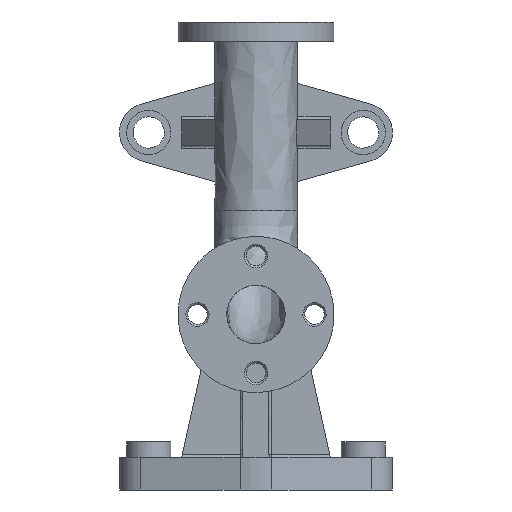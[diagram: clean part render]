
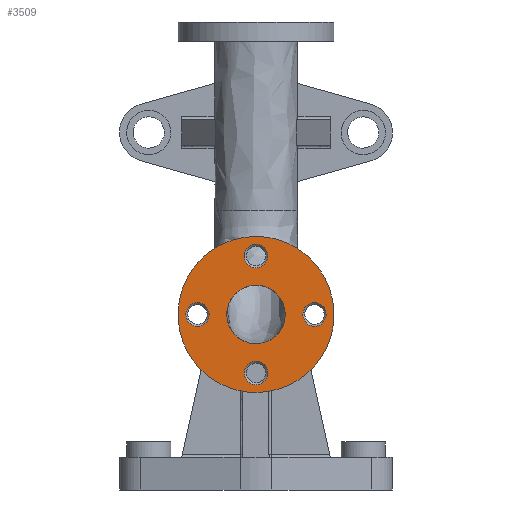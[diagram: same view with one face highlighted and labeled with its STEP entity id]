
A CAD part, front view. The second image highlights one B-rep face of the part: STEP entity #3509.
In plain terms, the highlighted free-form (B-spline) face has degree [1, 1] with [2, 2] control points.
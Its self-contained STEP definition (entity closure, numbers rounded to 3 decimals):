
#2788 = VERTEX_POINT('',#2789);
#2789 = CARTESIAN_POINT('',(63.514,-89.978,
    142.906));
#2796 = EDGE_CURVE('',#2788,#2788,#2797,.T.);
#2797 = ( BOUNDED_CURVE() B_SPLINE_CURVE(2,(#2798,#2799,#2800,#2801,
#2802,#2803,#2804),.UNSPECIFIED.,.T.,.F.) B_SPLINE_CURVE_WITH_KNOTS((1,2
    ,2,2,2,1),(-2.094,0.,2.094,4.189,
6.283,8.378),.UNSPECIFIED.) CURVE() 
GEOMETRIC_REPRESENTATION_ITEM() RATIONAL_B_SPLINE_CURVE((1.,0.5,1.,0.5,
1.,0.5,1.)) REPRESENTATION_ITEM('') );
#2798 = CARTESIAN_POINT('',(63.514,-89.978,
    142.906));
#2799 = CARTESIAN_POINT('',(63.514,-89.978,
    252.915));
#2800 = CARTESIAN_POINT('',(-31.757,-89.978,
    197.91));
#2801 = CARTESIAN_POINT('',(-127.027,-89.978,
    142.906));
#2802 = CARTESIAN_POINT('',(-31.757,-89.978,
    87.901));
#2803 = CARTESIAN_POINT('',(63.514,-89.978,
    32.897));
#2804 = CARTESIAN_POINT('',(63.514,-89.978,
    142.906));
#3509 = ADVANCED_FACE('',(#3510,#3513,#3527,#3541,#3555,#3569),#3583,.T.
  );
#3510 = FACE_BOUND('',#3511,.T.);
#3511 = EDGE_LOOP('',(#3512));
#3512 = ORIENTED_EDGE('',*,*,#2796,.T.);
#3513 = FACE_BOUND('',#3514,.T.);
#3514 = EDGE_LOOP('',(#3515));
#3515 = ORIENTED_EDGE('',*,*,#3516,.F.);
#3516 = EDGE_CURVE('',#3517,#3517,#3519,.T.);
#3517 = VERTEX_POINT('',#3518);
#3518 = CARTESIAN_POINT('',(-47.635,-89.978,
    152.433));
#3519 = ( BOUNDED_CURVE() B_SPLINE_CURVE(2,(#3520,#3521,#3522,#3523,
#3524,#3525,#3526),.UNSPECIFIED.,.T.,.F.) B_SPLINE_CURVE_WITH_KNOTS((1,2
    ,2,2,2,1),(-2.094,0.,2.094,4.189,
6.283,8.378),.UNSPECIFIED.) CURVE() 
GEOMETRIC_REPRESENTATION_ITEM() RATIONAL_B_SPLINE_CURVE((1.,0.5,1.,0.5,
1.,0.5,1.)) REPRESENTATION_ITEM('') );
#3520 = CARTESIAN_POINT('',(-47.635,-89.978,
    152.433));
#3521 = CARTESIAN_POINT('',(-64.137,-89.978,
    152.433));
#3522 = CARTESIAN_POINT('',(-55.886,-89.978,
    138.142));
#3523 = CARTESIAN_POINT('',(-47.635,-89.978,
    123.852));
#3524 = CARTESIAN_POINT('',(-39.385,-89.978,
    138.142));
#3525 = CARTESIAN_POINT('',(-31.134,-89.978,
    152.433));
#3526 = CARTESIAN_POINT('',(-47.635,-89.978,
    152.433));
#3527 = FACE_BOUND('',#3528,.T.);
#3528 = EDGE_LOOP('',(#3529));
#3529 = ORIENTED_EDGE('',*,*,#3530,.F.);
#3530 = EDGE_CURVE('',#3531,#3531,#3533,.T.);
#3531 = VERTEX_POINT('',#3532);
#3532 = CARTESIAN_POINT('',(-9.527,-89.978,
    95.271));
#3533 = ( BOUNDED_CURVE() B_SPLINE_CURVE(2,(#3534,#3535,#3536,#3537,
#3538,#3539,#3540),.UNSPECIFIED.,.T.,.F.) B_SPLINE_CURVE_WITH_KNOTS((1,2
    ,2,2,2,1),(-2.094,0.,2.094,4.189,
6.283,8.378),.UNSPECIFIED.) CURVE() 
GEOMETRIC_REPRESENTATION_ITEM() RATIONAL_B_SPLINE_CURVE((1.,0.5,1.,0.5,
1.,0.5,1.)) REPRESENTATION_ITEM('') );
#3534 = CARTESIAN_POINT('',(-9.527,-89.978,
    95.271));
#3535 = CARTESIAN_POINT('',(-9.527,-89.978,
    78.769));
#3536 = CARTESIAN_POINT('',(4.764,-89.978,
    87.02));
#3537 = CARTESIAN_POINT('',(19.054,-89.978,
    95.271));
#3538 = CARTESIAN_POINT('',(4.764,-89.978,
    103.521));
#3539 = CARTESIAN_POINT('',(-9.527,-89.978,
    111.772));
#3540 = CARTESIAN_POINT('',(-9.527,-89.978,
    95.271));
#3541 = FACE_BOUND('',#3542,.T.);
#3542 = EDGE_LOOP('',(#3543));
#3543 = ORIENTED_EDGE('',*,*,#3544,.F.);
#3544 = EDGE_CURVE('',#3545,#3545,#3547,.T.);
#3545 = VERTEX_POINT('',#3546);
#3546 = CARTESIAN_POINT('',(9.527,-89.978,
    190.541));
#3547 = ( BOUNDED_CURVE() B_SPLINE_CURVE(2,(#3548,#3549,#3550,#3551,
#3552,#3553,#3554),.UNSPECIFIED.,.T.,.F.) B_SPLINE_CURVE_WITH_KNOTS((1,2
    ,2,2,2,1),(-2.094,0.,2.094,4.189,
6.283,8.378),.UNSPECIFIED.) CURVE() 
GEOMETRIC_REPRESENTATION_ITEM() RATIONAL_B_SPLINE_CURVE((1.,0.5,1.,0.5,
1.,0.5,1.)) REPRESENTATION_ITEM('') );
#3548 = CARTESIAN_POINT('',(9.527,-89.978,
    190.541));
#3549 = CARTESIAN_POINT('',(9.527,-89.978,
    207.042));
#3550 = CARTESIAN_POINT('',(-4.764,-89.978,
    198.792));
#3551 = CARTESIAN_POINT('',(-19.054,-89.978,
    190.541));
#3552 = CARTESIAN_POINT('',(-4.764,-89.978,
    182.29));
#3553 = CARTESIAN_POINT('',(9.527,-89.978,
    174.04));
#3554 = CARTESIAN_POINT('',(9.527,-89.978,
    190.541));
#3555 = FACE_BOUND('',#3556,.T.);
#3556 = EDGE_LOOP('',(#3557));
#3557 = ORIENTED_EDGE('',*,*,#3558,.F.);
#3558 = EDGE_CURVE('',#3559,#3559,#3561,.T.);
#3559 = VERTEX_POINT('',#3560);
#3560 = CARTESIAN_POINT('',(23.818,-89.978,
    142.906));
#3561 = ( BOUNDED_CURVE() B_SPLINE_CURVE(2,(#3562,#3563,#3564,#3565,
#3566,#3567,#3568),.UNSPECIFIED.,.T.,.F.) B_SPLINE_CURVE_WITH_KNOTS((1,2
    ,2,2,2,1),(-2.094,0.,2.094,4.189,
6.283,8.378),.UNSPECIFIED.) CURVE() 
GEOMETRIC_REPRESENTATION_ITEM() RATIONAL_B_SPLINE_CURVE((1.,0.5,1.,0.5,
1.,0.5,1.)) REPRESENTATION_ITEM('') );
#3562 = CARTESIAN_POINT('',(23.818,-89.978,
    142.906));
#3563 = CARTESIAN_POINT('',(23.818,-89.978,
    184.159));
#3564 = CARTESIAN_POINT('',(-11.909,-89.978,
    163.532));
#3565 = CARTESIAN_POINT('',(-47.635,-89.978,
    142.906));
#3566 = CARTESIAN_POINT('',(-11.909,-89.978,
    122.279));
#3567 = CARTESIAN_POINT('',(23.818,-89.978,
    101.652));
#3568 = CARTESIAN_POINT('',(23.818,-89.978,
    142.906));
#3569 = FACE_BOUND('',#3570,.T.);
#3570 = EDGE_LOOP('',(#3571));
#3571 = ORIENTED_EDGE('',*,*,#3572,.F.);
#3572 = EDGE_CURVE('',#3573,#3573,#3575,.T.);
#3573 = VERTEX_POINT('',#3574);
#3574 = CARTESIAN_POINT('',(47.635,-89.978,
    133.379));
#3575 = ( BOUNDED_CURVE() B_SPLINE_CURVE(2,(#3576,#3577,#3578,#3579,
#3580,#3581,#3582),.UNSPECIFIED.,.T.,.F.) B_SPLINE_CURVE_WITH_KNOTS((1,2
    ,2,2,2,1),(-2.094,0.,2.094,4.189,
6.283,8.378),.UNSPECIFIED.) CURVE() 
GEOMETRIC_REPRESENTATION_ITEM() RATIONAL_B_SPLINE_CURVE((1.,0.5,1.,0.5,
1.,0.5,1.)) REPRESENTATION_ITEM('') );
#3576 = CARTESIAN_POINT('',(47.635,-89.978,
    133.379));
#3577 = CARTESIAN_POINT('',(64.137,-89.978,
    133.379));
#3578 = CARTESIAN_POINT('',(55.886,-89.978,
    147.669));
#3579 = CARTESIAN_POINT('',(47.635,-89.978,
    161.96));
#3580 = CARTESIAN_POINT('',(39.385,-89.978,
    147.669));
#3581 = CARTESIAN_POINT('',(31.134,-89.978,
    133.379));
#3582 = CARTESIAN_POINT('',(47.635,-89.978,
    133.379));
#3583 = B_SPLINE_SURFACE_WITH_KNOTS('',1,1,(
    (#3584,#3585)
    ,(#3586,#3587
    )),.UNSPECIFIED.,.F.,.F.,.F.,(2,2),(2,2),(-60.,60.),(-60.,60.),
  .PIECEWISE_BEZIER_KNOTS.);
#3584 = CARTESIAN_POINT('',(-63.514,-89.978,
    206.42));
#3585 = CARTESIAN_POINT('',(63.514,-89.978,
    206.42));
#3586 = CARTESIAN_POINT('',(-63.514,-89.978,
    79.392));
#3587 = CARTESIAN_POINT('',(63.514,-89.978,
    79.392));
